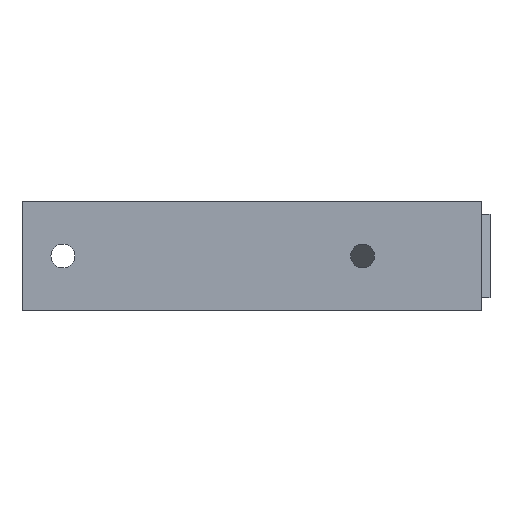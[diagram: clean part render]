
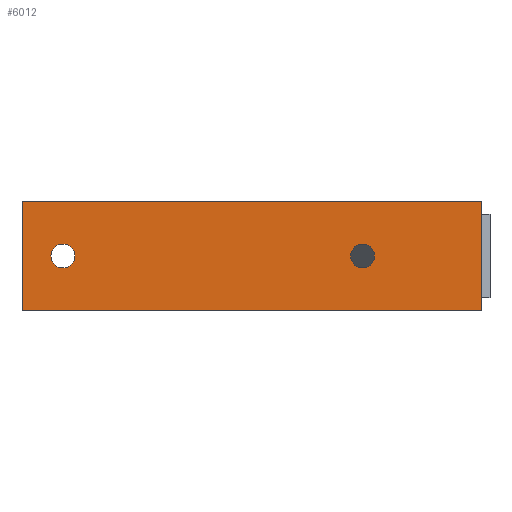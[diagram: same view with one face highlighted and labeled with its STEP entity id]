
A CAD part, left-side view. The second image highlights one B-rep face of the part: STEP entity #6012.
In plain terms, the highlighted planar face has unit normal (-1, 0, 0).
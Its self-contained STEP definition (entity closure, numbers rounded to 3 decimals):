
#19 = EDGE_CURVE ( 'NONE', #7703, #4894, #1037, .T. ) ;
#254 = DIRECTION ( 'NONE',  ( 0., 0., 1. ) ) ;
#657 = AXIS2_PLACEMENT_3D ( 'NONE', #4845, #2977, #5507 ) ;
#773 = ORIENTED_EDGE ( 'NONE', *, *, #7793, .F. ) ;
#858 = DIRECTION ( 'NONE',  ( -1., 0., 0. ) ) ;
#917 = VERTEX_POINT ( 'NONE', #8020 ) ;
#1037 = CIRCLE ( 'NONE', #7117, 6. ) ;
#1038 = ORIENTED_EDGE ( 'NONE', *, *, #3116, .F. ) ;
#1129 = DIRECTION ( 'NONE',  ( 0., 0., 1. ) ) ;
#1364 = CIRCLE ( 'NONE', #5584, 6. ) ;
#1571 = FACE_OUTER_BOUND ( 'NONE', #1821, .T. ) ;
#1681 = VECTOR ( 'NONE', #5801, 1000. ) ;
#1718 = VERTEX_POINT ( 'NONE', #3140 ) ;
#1821 = EDGE_LOOP ( 'NONE', ( #2975, #5116, #3712, #773 ) ) ;
#2060 = FACE_BOUND ( 'NONE', #7365, .T. ) ;
#2158 = FACE_BOUND ( 'NONE', #6996, .T. ) ;
#2165 = DIRECTION ( 'NONE',  ( 0., -1., 0. ) ) ;
#2178 = LINE ( 'NONE', #6593, #1681 ) ;
#2266 = LINE ( 'NONE', #6800, #3784 ) ;
#2620 = CARTESIAN_POINT ( 'NONE',  ( 0., -55.5, 0. ) ) ;
#2975 = ORIENTED_EDGE ( 'NONE', *, *, #5080, .F. ) ;
#2977 = DIRECTION ( 'NONE',  ( -1., 0., 0. ) ) ;
#3116 = EDGE_CURVE ( 'NONE', #4894, #7703, #4577, .T. ) ;
#3140 = CARTESIAN_POINT ( 'NONE',  ( 0., -115., -27.5 ) ) ;
#3343 = CARTESIAN_POINT ( 'NONE',  ( 0., 94.5, -6. ) ) ;
#3354 = DIRECTION ( 'NONE',  ( 0., 1., 0. ) ) ;
#3391 = VERTEX_POINT ( 'NONE', #4115 ) ;
#3712 = ORIENTED_EDGE ( 'NONE', *, *, #7342, .F. ) ;
#3763 = DIRECTION ( 'NONE',  ( 0., 0., 1. ) ) ;
#3784 = VECTOR ( 'NONE', #1129, 1000. ) ;
#3918 = PLANE ( 'NONE',  #5307 ) ;
#3997 = DIRECTION ( 'NONE',  ( -1., 0., 0. ) ) ;
#4032 = DIRECTION ( 'NONE',  ( -1., 0., 0. ) ) ;
#4115 = CARTESIAN_POINT ( 'NONE',  ( 0., 94.5, 6. ) ) ;
#4438 = VECTOR ( 'NONE', #2165, 1000. ) ;
#4517 = LINE ( 'NONE', #5843, #7187 ) ;
#4577 = CIRCLE ( 'NONE', #6941, 6. ) ;
#4822 = CARTESIAN_POINT ( 'NONE',  ( 0., 115., 27.5 ) ) ;
#4845 = CARTESIAN_POINT ( 'NONE',  ( 0., 94.5, 0. ) ) ;
#4894 = VERTEX_POINT ( 'NONE', #6057 ) ;
#5080 = EDGE_CURVE ( 'NONE', #1718, #5345, #4517, .T. ) ;
#5116 = ORIENTED_EDGE ( 'NONE', *, *, #8044, .F. ) ;
#5228 = DIRECTION ( 'NONE',  ( 0., 0., 1. ) ) ;
#5270 = CARTESIAN_POINT ( 'NONE',  ( 0., 115., -27.5 ) ) ;
#5307 = AXIS2_PLACEMENT_3D ( 'NONE', #7063, #858, #254 ) ;
#5345 = VERTEX_POINT ( 'NONE', #5270 ) ;
#5420 = EDGE_CURVE ( 'NONE', #3391, #7192, #1364, .T. ) ;
#5439 = DIRECTION ( 'NONE',  ( 0., 0., 1. ) ) ;
#5507 = DIRECTION ( 'NONE',  ( 0., 0., 1. ) ) ;
#5584 = AXIS2_PLACEMENT_3D ( 'NONE', #8107, #7492, #3763 ) ;
#5801 = DIRECTION ( 'NONE',  ( 0., 0., -1. ) ) ;
#5843 = CARTESIAN_POINT ( 'NONE',  ( 0., -115., -27.5 ) ) ;
#6012 = ADVANCED_FACE ( 'NONE', ( #2060, #2158, #1571 ), #3918, .T. ) ;
#6057 = CARTESIAN_POINT ( 'NONE',  ( 0., -55.5, 6. ) ) ;
#6132 = ORIENTED_EDGE ( 'NONE', *, *, #19, .F. ) ;
#6144 = CARTESIAN_POINT ( 'NONE',  ( 0., -115., 27.5 ) ) ;
#6435 = CARTESIAN_POINT ( 'NONE',  ( 0., -55.5, -6. ) ) ;
#6593 = CARTESIAN_POINT ( 'NONE',  ( 0., -115., 27.5 ) ) ;
#6707 = ORIENTED_EDGE ( 'NONE', *, *, #6982, .F. ) ;
#6800 = CARTESIAN_POINT ( 'NONE',  ( 0., 115., 27.5 ) ) ;
#6941 = AXIS2_PLACEMENT_3D ( 'NONE', #2620, #3997, #5228 ) ;
#6982 = EDGE_CURVE ( 'NONE', #7192, #3391, #7406, .T. ) ;
#6996 = EDGE_LOOP ( 'NONE', ( #1038, #6132 ) ) ;
#7063 = CARTESIAN_POINT ( 'NONE',  ( 0., 0., 0. ) ) ;
#7117 = AXIS2_PLACEMENT_3D ( 'NONE', #7218, #4032, #5439 ) ;
#7187 = VECTOR ( 'NONE', #3354, 1000. ) ;
#7192 = VERTEX_POINT ( 'NONE', #3343 ) ;
#7204 = LINE ( 'NONE', #6144, #4438 ) ;
#7218 = CARTESIAN_POINT ( 'NONE',  ( 0., -55.5, 0. ) ) ;
#7342 = EDGE_CURVE ( 'NONE', #7783, #917, #7204, .T. ) ;
#7362 = ORIENTED_EDGE ( 'NONE', *, *, #5420, .F. ) ;
#7365 = EDGE_LOOP ( 'NONE', ( #7362, #6707 ) ) ;
#7406 = CIRCLE ( 'NONE', #657, 6. ) ;
#7492 = DIRECTION ( 'NONE',  ( -1., 0., 0. ) ) ;
#7703 = VERTEX_POINT ( 'NONE', #6435 ) ;
#7783 = VERTEX_POINT ( 'NONE', #4822 ) ;
#7793 = EDGE_CURVE ( 'NONE', #5345, #7783, #2266, .T. ) ;
#8020 = CARTESIAN_POINT ( 'NONE',  ( 0., -115., 27.5 ) ) ;
#8044 = EDGE_CURVE ( 'NONE', #917, #1718, #2178, .T. ) ;
#8107 = CARTESIAN_POINT ( 'NONE',  ( 0., 94.5, 0. ) ) ;
